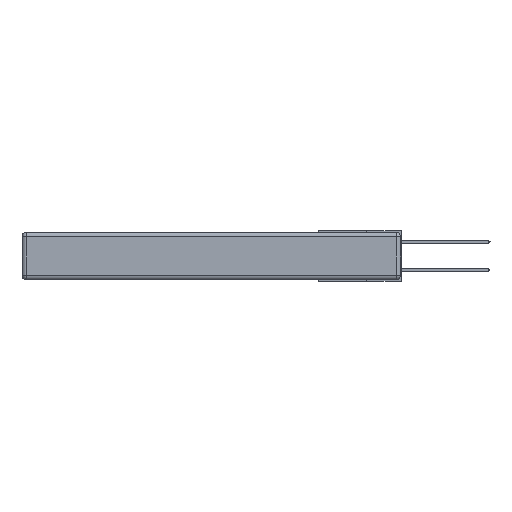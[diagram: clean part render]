
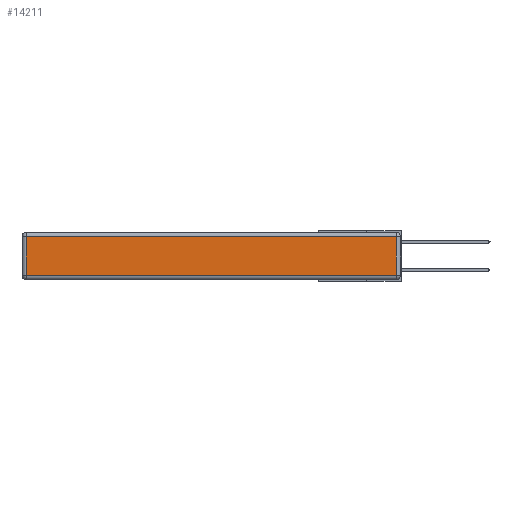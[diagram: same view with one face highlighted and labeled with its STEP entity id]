
A CAD part, left-side view. The second image highlights one B-rep face of the part: STEP entity #14211.
In plain terms, the highlighted planar face has unit normal (-1, 0, 0).
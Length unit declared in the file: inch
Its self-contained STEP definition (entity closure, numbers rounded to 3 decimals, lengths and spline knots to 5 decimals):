
#127 = DIRECTION ( 'NONE',  ( 0., 0., 1. ) ) ;
#280 = PLANE ( 'NONE',  #19585 ) ;
#477 = CARTESIAN_POINT ( 'NONE',  ( 0., 0.03, -0.313 ) ) ;
#582 = LINE ( 'NONE', #7815, #12494 ) ;
#4257 = DIRECTION ( 'NONE',  ( 0., 1., 0. ) ) ;
#4679 = ORIENTED_EDGE ( 'NONE', *, *, #15470, .T. ) ;
#6939 = LINE ( 'NONE', #15939, #8321 ) ;
#7098 = ORIENTED_EDGE ( 'NONE', *, *, #12853, .T. ) ;
#7640 = VERTEX_POINT ( 'NONE', #18011 ) ;
#7815 = CARTESIAN_POINT ( 'NONE',  ( 0., 2.72, -0.343 ) ) ;
#8266 = ORIENTED_EDGE ( 'NONE', *, *, #11448, .T. ) ;
#8321 = VECTOR ( 'NONE', #17717, 39.37008 ) ;
#8477 = VERTEX_POINT ( 'NONE', #19723 ) ;
#9082 = DIRECTION ( 'NONE',  ( -1., 0., 0. ) ) ;
#9247 = VERTEX_POINT ( 'NONE', #16807 ) ;
#9433 = VECTOR ( 'NONE', #4257, 39.37008 ) ;
#9850 = FACE_OUTER_BOUND ( 'NONE', #16332, .T. ) ;
#10586 = VECTOR ( 'NONE', #16464, 39.37008 ) ;
#11448 = EDGE_CURVE ( 'NONE', #9247, #8477, #582, .T. ) ;
#11942 = LINE ( 'NONE', #16614, #10586 ) ;
#12494 = VECTOR ( 'NONE', #16106, 39.37008 ) ;
#12853 = EDGE_CURVE ( 'NONE', #18216, #7640, #6939, .T. ) ;
#14016 = CARTESIAN_POINT ( 'NONE',  ( 0., 0., -0.343 ) ) ;
#14050 = LINE ( 'NONE', #15610, #9433 ) ;
#14211 = ADVANCED_FACE ( 'NONE', ( #9850 ), #280, .T. ) ;
#15470 = EDGE_CURVE ( 'NONE', #8477, #18216, #11942, .T. ) ;
#15610 = CARTESIAN_POINT ( 'NONE',  ( 0., 2.75, -0.03 ) ) ;
#15659 = ORIENTED_EDGE ( 'NONE', *, *, #17817, .T. ) ;
#15939 = CARTESIAN_POINT ( 'NONE',  ( 0., 0.03, -0.343 ) ) ;
#16106 = DIRECTION ( 'NONE',  ( 0., 0., -1. ) ) ;
#16332 = EDGE_LOOP ( 'NONE', ( #4679, #7098, #15659, #8266 ) ) ;
#16464 = DIRECTION ( 'NONE',  ( 0., -1., 0. ) ) ;
#16614 = CARTESIAN_POINT ( 'NONE',  ( 0., 0., -0.313 ) ) ;
#16807 = CARTESIAN_POINT ( 'NONE',  ( 0., 2.72, -0.03 ) ) ;
#17717 = DIRECTION ( 'NONE',  ( 0., 0., 1. ) ) ;
#17817 = EDGE_CURVE ( 'NONE', #7640, #9247, #14050, .T. ) ;
#18011 = CARTESIAN_POINT ( 'NONE',  ( 0., 0.03, -0.03 ) ) ;
#18216 = VERTEX_POINT ( 'NONE', #477 ) ;
#19585 = AXIS2_PLACEMENT_3D ( 'NONE', #14016, #9082, #127 ) ;
#19723 = CARTESIAN_POINT ( 'NONE',  ( 0., 2.72, -0.313 ) ) ;
